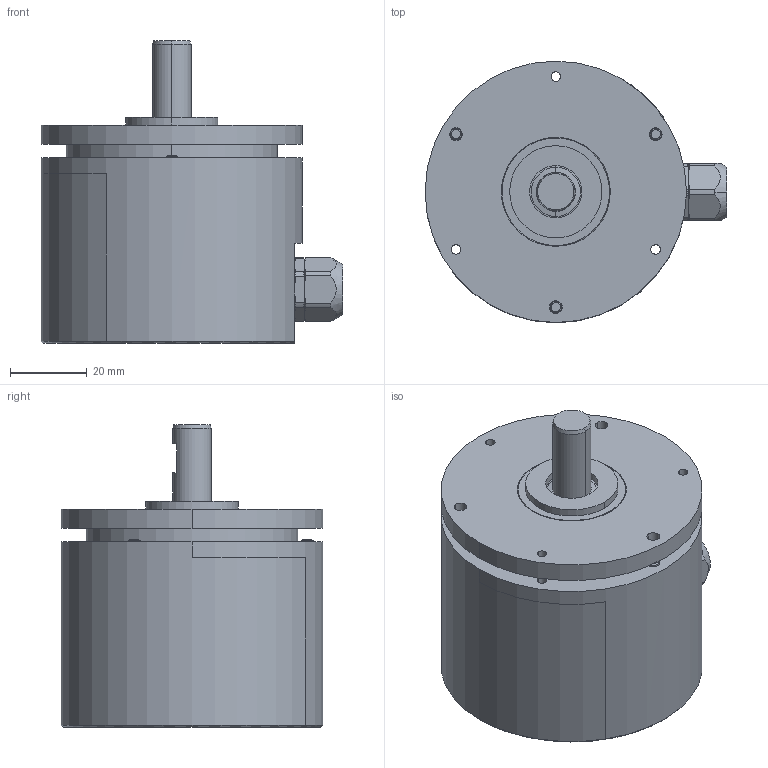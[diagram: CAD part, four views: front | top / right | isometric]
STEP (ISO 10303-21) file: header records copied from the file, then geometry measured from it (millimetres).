
FILE_DESCRIPTION((''),'2;1');
FILE_NAME('507670','2010-11-10T',('se2802'),(''),'PRO/ENGINEER BY PARAMETRIC TECHNOLOGY CORPORATION, 2010180','PRO/ENGINEER BY PARAMETRIC TECHNOLOGY CORPORATION, 2010180','');
FILE_SCHEMA(('CONFIG_CONTROL_DESIGN'));
Length unit declared in the file: millimetre
Products named in the file (1): 507670
Bounding box: 78.5 x 68 x 78.8 mm (x, y, z)
Volume: 134735.5 mm3; surface area: 48110.3 mm2
Topology: 2 solids, 3 shells, 1063 faces, 2835 edges, 1848 vertices
Faces by surface type: plane 354, extrusion 324, cylinder 274, cone 93, torus 12, sphere 6
Entity records: 37733 total; most frequent: CARTESIAN_POINT 12163, ORIENTED_EDGE 5654, DIRECTION 4574, EDGE_CURVE 2827, VERTEX_POINT 1848, AXIS2_PLACEMENT_3D 1560, VECTOR 1454, B_SPLINE_CURVE_WITH_KNOTS 1200
